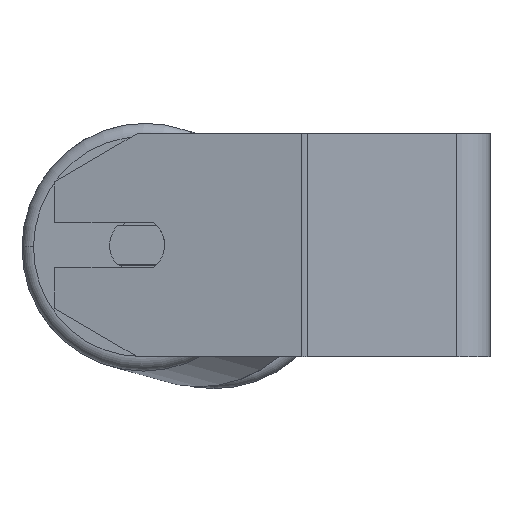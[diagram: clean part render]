
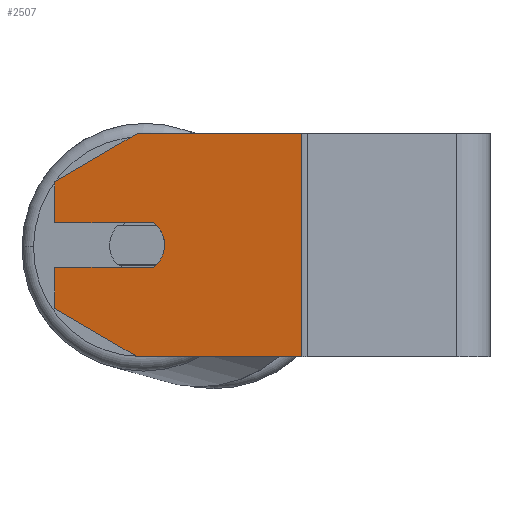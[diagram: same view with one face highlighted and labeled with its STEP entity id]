
A CAD part, left-side view. The second image highlights one B-rep face of the part: STEP entity #2507.
In plain terms, the highlighted planar face has unit normal (-0.985, 0.174, 0).
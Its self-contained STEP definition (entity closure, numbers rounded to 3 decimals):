
#376 = EDGE_CURVE ( 'NONE', #806, #1588, #3772, .T. ) ;
#560 = DIRECTION ( 'NONE',  ( 0.985, -0.174, 0. ) ) ;
#803 = EDGE_CURVE ( 'NONE', #806, #2617, #1000, .T. ) ;
#806 = VERTEX_POINT ( 'NONE', #1683 ) ;
#990 = ORIENTED_EDGE ( 'NONE', *, *, #803, .F. ) ;
#1000 = LINE ( 'NONE', #3597, #4012 ) ;
#1141 = LINE ( 'NONE', #3738, #4704 ) ;
#1147 = CARTESIAN_POINT ( 'NONE',  ( -224.221, 156.147, -40. ) ) ;
#1175 = EDGE_CURVE ( 'NONE', #3896, #7555, #1141, .T. ) ;
#1200 = VERTEX_POINT ( 'NONE', #5878 ) ;
#1251 = EDGE_CURVE ( 'NONE', #1588, #8401, #2869, .T. ) ;
#1356 = VECTOR ( 'NONE', #4895, 1000. ) ;
#1402 = CARTESIAN_POINT ( 'NONE',  ( -224.221, 156.147, 22.679 ) ) ;
#1480 = EDGE_CURVE ( 'NONE', #7555, #1200, #2305, .T. ) ;
#1588 = VERTEX_POINT ( 'NONE', #1402 ) ;
#1595 = FACE_OUTER_BOUND ( 'NONE', #6232, .T. ) ;
#1683 = CARTESIAN_POINT ( 'NONE',  ( -229.431, 126.603, 40. ) ) ;
#1785 = EDGE_CURVE ( 'NONE', #2617, #1200, #8198, .T. ) ;
#1814 = CARTESIAN_POINT ( 'NONE',  ( -230.473, 120.694, 8. ) ) ;
#1845 = AXIS2_PLACEMENT_3D ( 'NONE', #7872, #5902, #2189 ) ;
#2041 = ORIENTED_EDGE ( 'NONE', *, *, #2363, .F. ) ;
#2189 = DIRECTION ( 'NONE',  ( -0.174, -0.985, 0. ) ) ;
#2289 = LINE ( 'NONE', #8319, #1356 ) ;
#2305 = LINE ( 'NONE', #1147, #5941 ) ;
#2312 = VERTEX_POINT ( 'NONE', #1814 ) ;
#2363 = EDGE_CURVE ( 'NONE', #3813, #2312, #8391, .T. ) ;
#2369 = CARTESIAN_POINT ( 'NONE',  ( -230.473, 120.694, -8. ) ) ;
#2440 = LINE ( 'NONE', #3714, #5857 ) ;
#2507 = ADVANCED_FACE ( 'NONE', ( #1595 ), #6156, .F. ) ;
#2513 = DIRECTION ( 'NONE',  ( 0.174, 0.985, 0. ) ) ;
#2616 = CARTESIAN_POINT ( 'NONE',  ( -229.431, 126.603, -40. ) ) ;
#2617 = VERTEX_POINT ( 'NONE', #3246 ) ;
#2619 = CARTESIAN_POINT ( 'NONE',  ( -231.167, 116.755, 0. ) ) ;
#2745 = ORIENTED_EDGE ( 'NONE', *, *, #1480, .T. ) ;
#2783 = ORIENTED_EDGE ( 'NONE', *, *, #1251, .T. ) ;
#2869 = LINE ( 'NONE', #8116, #3479 ) ;
#2984 = CARTESIAN_POINT ( 'NONE',  ( -239.818, 67.696, 40. ) ) ;
#3062 = DIRECTION ( 'NONE',  ( 0., 0., -1. ) ) ;
#3121 = DIRECTION ( 'NONE',  ( -0.174, -0.985, 0. ) ) ;
#3152 = CARTESIAN_POINT ( 'NONE',  ( -224.221, 156.147, 8. ) ) ;
#3246 = CARTESIAN_POINT ( 'NONE',  ( -239.818, 67.696, 40. ) ) ;
#3479 = VECTOR ( 'NONE', #5376, 1000. ) ;
#3597 = CARTESIAN_POINT ( 'NONE',  ( -224.221, 156.147, 40. ) ) ;
#3714 = CARTESIAN_POINT ( 'NONE',  ( -230.473, 120.694, -8. ) ) ;
#3738 = CARTESIAN_POINT ( 'NONE',  ( -229.431, 126.603, -40. ) ) ;
#3772 = LINE ( 'NONE', #7833, #8380 ) ;
#3800 = AXIS2_PLACEMENT_3D ( 'NONE', #7658, #5738, #7013 ) ;
#3813 = VERTEX_POINT ( 'NONE', #2619 ) ;
#3850 = EDGE_CURVE ( 'NONE', #6794, #3896, #8425, .T. ) ;
#3896 = VERTEX_POINT ( 'NONE', #5378 ) ;
#4012 = VECTOR ( 'NONE', #7533, 1000. ) ;
#4439 = AXIS2_PLACEMENT_3D ( 'NONE', #7723, #560, #2513 ) ;
#4587 = DIRECTION ( 'NONE',  ( 0.15, 0.853, -0.5 ) ) ;
#4704 = VECTOR ( 'NONE', #7209, 1000. ) ;
#4895 = DIRECTION ( 'NONE',  ( 0.174, 0.985, 0. ) ) ;
#5024 = CIRCLE ( 'NONE', #3800, 10. ) ;
#5179 = CARTESIAN_POINT ( 'NONE',  ( -224.221, 156.147, 40. ) ) ;
#5199 = ORIENTED_EDGE ( 'NONE', *, *, #6315, .F. ) ;
#5376 = DIRECTION ( 'NONE',  ( 0., 0., -1. ) ) ;
#5378 = CARTESIAN_POINT ( 'NONE',  ( -224.221, 156.147, -22.679 ) ) ;
#5446 = ORIENTED_EDGE ( 'NONE', *, *, #8236, .F. ) ;
#5542 = VECTOR ( 'NONE', #3062, 1000. ) ;
#5543 = ORIENTED_EDGE ( 'NONE', *, *, #1175, .T. ) ;
#5738 = DIRECTION ( 'NONE',  ( -0.985, 0.174, 0. ) ) ;
#5857 = VECTOR ( 'NONE', #7652, 1000. ) ;
#5878 = CARTESIAN_POINT ( 'NONE',  ( -239.818, 67.696, -40. ) ) ;
#5902 = DIRECTION ( 'NONE',  ( -0.985, 0.174, 0. ) ) ;
#5906 = EDGE_CURVE ( 'NONE', #7014, #3813, #5024, .T. ) ;
#5941 = VECTOR ( 'NONE', #3121, 1000. ) ;
#6156 = PLANE ( 'NONE',  #4439 ) ;
#6232 = EDGE_LOOP ( 'NONE', ( #7907, #5199, #6516, #5543, #2745, #6873, #990, #7963, #2783, #5446, #2041 ) ) ;
#6315 = EDGE_CURVE ( 'NONE', #6794, #7014, #2440, .T. ) ;
#6516 = ORIENTED_EDGE ( 'NONE', *, *, #3850, .T. ) ;
#6794 = VERTEX_POINT ( 'NONE', #7717 ) ;
#6873 = ORIENTED_EDGE ( 'NONE', *, *, #1785, .F. ) ;
#7013 = DIRECTION ( 'NONE',  ( -0.174, -0.985, 0. ) ) ;
#7014 = VERTEX_POINT ( 'NONE', #2369 ) ;
#7209 = DIRECTION ( 'NONE',  ( -0.15, -0.853, -0.5 ) ) ;
#7533 = DIRECTION ( 'NONE',  ( -0.174, -0.985, 0. ) ) ;
#7555 = VERTEX_POINT ( 'NONE', #2616 ) ;
#7652 = DIRECTION ( 'NONE',  ( -0.174, -0.985, 0. ) ) ;
#7658 = CARTESIAN_POINT ( 'NONE',  ( -229.431, 126.603, 0. ) ) ;
#7717 = CARTESIAN_POINT ( 'NONE',  ( -224.221, 156.147, -8. ) ) ;
#7722 = VECTOR ( 'NONE', #7785, 1000. ) ;
#7723 = CARTESIAN_POINT ( 'NONE',  ( -224.221, 156.147, 40. ) ) ;
#7785 = DIRECTION ( 'NONE',  ( 0., 0., -1. ) ) ;
#7833 = CARTESIAN_POINT ( 'NONE',  ( -224.221, 156.147, 22.679 ) ) ;
#7872 = CARTESIAN_POINT ( 'NONE',  ( -229.431, 126.603, 0. ) ) ;
#7907 = ORIENTED_EDGE ( 'NONE', *, *, #5906, .F. ) ;
#7963 = ORIENTED_EDGE ( 'NONE', *, *, #376, .T. ) ;
#8116 = CARTESIAN_POINT ( 'NONE',  ( -224.221, 156.147, 40. ) ) ;
#8198 = LINE ( 'NONE', #2984, #5542 ) ;
#8236 = EDGE_CURVE ( 'NONE', #2312, #8401, #2289, .T. ) ;
#8319 = CARTESIAN_POINT ( 'NONE',  ( -230.473, 120.694, 8. ) ) ;
#8380 = VECTOR ( 'NONE', #4587, 1000. ) ;
#8391 = CIRCLE ( 'NONE', #1845, 10. ) ;
#8401 = VERTEX_POINT ( 'NONE', #3152 ) ;
#8425 = LINE ( 'NONE', #5179, #7722 ) ;
